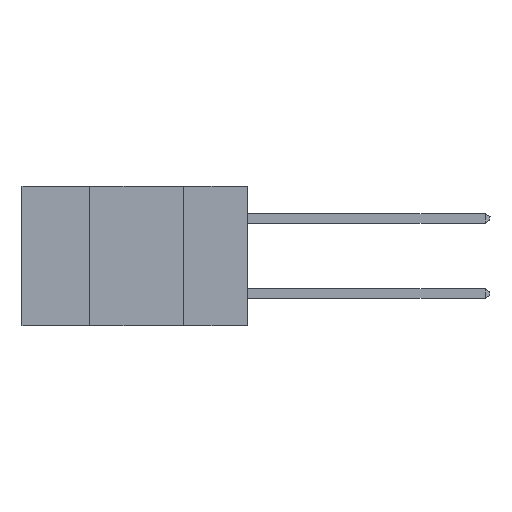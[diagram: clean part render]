
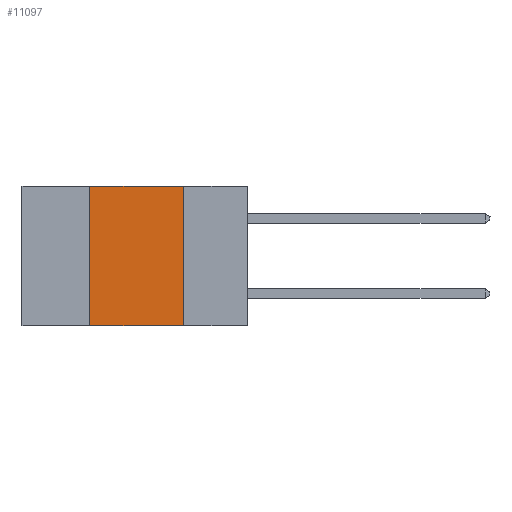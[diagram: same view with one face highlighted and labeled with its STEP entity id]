
A CAD part, left-side view. The second image highlights one B-rep face of the part: STEP entity #11097.
In plain terms, the highlighted planar face has unit normal (-1, 0, 0).
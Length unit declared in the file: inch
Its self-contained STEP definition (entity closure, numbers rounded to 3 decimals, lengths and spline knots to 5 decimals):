
#257 = ORIENTED_EDGE ( 'NONE', *, *, #3771, .F. ) ;
#398 = VECTOR ( 'NONE', #6052, 39.37008 ) ;
#421 = VERTEX_POINT ( 'NONE', #9982 ) ;
#847 = VECTOR ( 'NONE', #10275, 39.37008 ) ;
#880 = LINE ( 'NONE', #9282, #847 ) ;
#1566 = AXIS2_PLACEMENT_3D ( 'NONE', #2093, #1902, #6678 ) ;
#1711 = VERTEX_POINT ( 'NONE', #3075 ) ;
#1808 = VECTOR ( 'NONE', #2435, 39.37008 ) ;
#1902 = DIRECTION ( 'NONE',  ( 1., 0., 0. ) ) ;
#2093 = CARTESIAN_POINT ( 'NONE',  ( 0., 0.6, 0. ) ) ;
#2435 = DIRECTION ( 'NONE',  ( 0., -1., 0. ) ) ;
#2872 = EDGE_CURVE ( 'NONE', #3634, #5460, #6042, .T. ) ;
#2892 = PLANE ( 'NONE',  #1566 ) ;
#3069 = CARTESIAN_POINT ( 'NONE',  ( 0., 0.17, -0.37 ) ) ;
#3075 = CARTESIAN_POINT ( 'NONE',  ( 0., 0.42, -0.37 ) ) ;
#3179 = CARTESIAN_POINT ( 'NONE',  ( 0., 0.6, 0. ) ) ;
#3367 = LINE ( 'NONE', #9029, #4548 ) ;
#3634 = VERTEX_POINT ( 'NONE', #6296 ) ;
#3771 = EDGE_CURVE ( 'NONE', #1711, #3634, #880, .T. ) ;
#4084 = ORIENTED_EDGE ( 'NONE', *, *, #4094, .T. ) ;
#4094 = EDGE_CURVE ( 'NONE', #1711, #421, #3367, .T. ) ;
#4361 = DIRECTION ( 'NONE',  ( 0., -1., 0. ) ) ;
#4548 = VECTOR ( 'NONE', #4361, 39.37008 ) ;
#5382 = ORIENTED_EDGE ( 'NONE', *, *, #2872, .F. ) ;
#5460 = VERTEX_POINT ( 'NONE', #10168 ) ;
#5760 = EDGE_CURVE ( 'NONE', #5460, #421, #11600, .T. ) ;
#6042 = LINE ( 'NONE', #3179, #1808 ) ;
#6052 = DIRECTION ( 'NONE',  ( 0., 0., -1. ) ) ;
#6296 = CARTESIAN_POINT ( 'NONE',  ( 0., 0.42, 0. ) ) ;
#6678 = DIRECTION ( 'NONE',  ( 0., 0., -1. ) ) ;
#7286 = EDGE_LOOP ( 'NONE', ( #7879, #5382, #257, #4084 ) ) ;
#7879 = ORIENTED_EDGE ( 'NONE', *, *, #5760, .F. ) ;
#8481 = FACE_OUTER_BOUND ( 'NONE', #7286, .T. ) ;
#9029 = CARTESIAN_POINT ( 'NONE',  ( 0., 0.6, -0.37 ) ) ;
#9282 = CARTESIAN_POINT ( 'NONE',  ( 0., 0.42, -0.37 ) ) ;
#9982 = CARTESIAN_POINT ( 'NONE',  ( 0., 0.17, -0.37 ) ) ;
#10168 = CARTESIAN_POINT ( 'NONE',  ( 0., 0.17, 0. ) ) ;
#10275 = DIRECTION ( 'NONE',  ( 0., 0., 1. ) ) ;
#11097 = ADVANCED_FACE ( 'NONE', ( #8481 ), #2892, .F. ) ;
#11600 = LINE ( 'NONE', #3069, #398 ) ;
